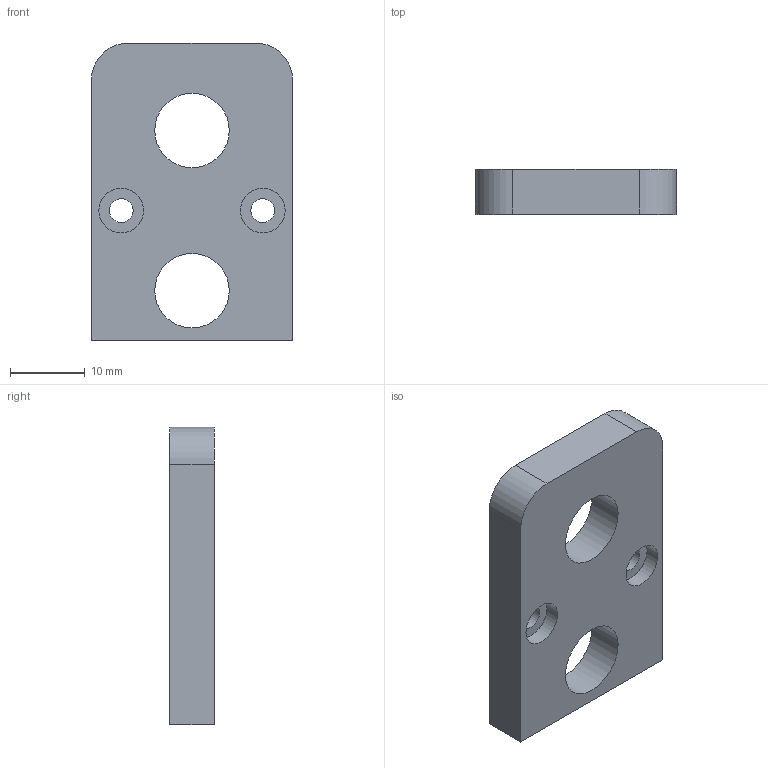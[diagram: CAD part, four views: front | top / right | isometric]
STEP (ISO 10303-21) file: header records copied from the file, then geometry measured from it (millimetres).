
FILE_DESCRIPTION(/* description */ (''),/* implementation_level */ '2;1');
FILE_NAME(/* name */ 'Kicker Base_ipt_a8c3f2.STEP',/* time_stamp */ '2021-11-25T09:42:47-03:00',/* author */ ('rYan'),/* organization */ (''),/* preprocessor_version */ 'ST-DEVELOPER v18.1',/* originating_system */ 'Autodesk Inventor 2020',/* authorisation */ '');
FILE_SCHEMA (('AUTOMOTIVE_DESIGN { 1 0 10303 214 3 1 1 }'));
Length unit declared in the file: millimetre
Products named in the file (1): kicker_base_v2
Bounding box: 27 x 6 x 40 mm (x, y, z)
Volume: 4718 mm3; surface area: 3263.5 mm2
Topology: 1 solids, 1 shells, 24 faces, 65 edges, 46 vertices
Faces by surface type: cylinder 12, plane 10, cone 2
Full cylindrical faces by diameter (mm): 2.459 x2, 3.2 x2, 6 x2, 10 x2, 21.1 x1
Entity records: 828 total; most frequent: DIRECTION 147, CARTESIAN_POINT 134, ORIENTED_EDGE 126, EDGE_CURVE 63, AXIS2_PLACEMENT_3D 59, VERTEX_POINT 46, EDGE_LOOP 37, CIRCLE 34
